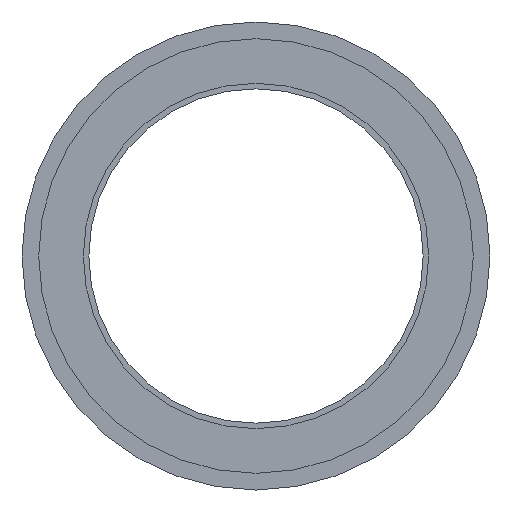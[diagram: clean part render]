
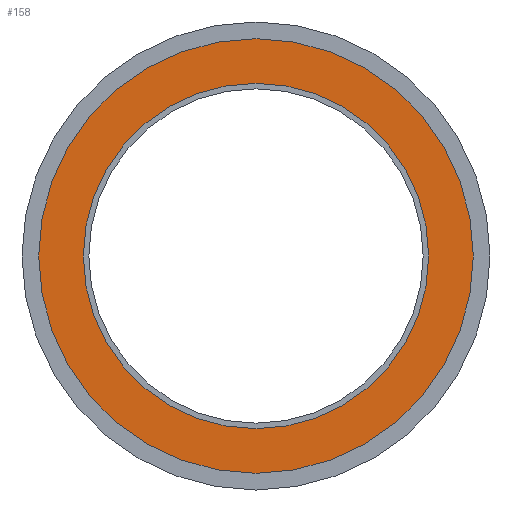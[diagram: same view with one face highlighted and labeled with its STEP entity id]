
A CAD part, left-side view. The second image highlights one B-rep face of the part: STEP entity #158.
In plain terms, the highlighted planar face has unit normal (-1, 0, 0).
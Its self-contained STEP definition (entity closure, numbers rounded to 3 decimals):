
#14=FACE_BOUND('',#45,.T.);
#20=PLANE('',#190);
#32=FACE_OUTER_BOUND('',#44,.T.);
#44=EDGE_LOOP('',(#125));
#45=EDGE_LOOP('',(#126));
#72=CIRCLE('',#183,19.5);
#77=CIRCLE('',#191,15.5);
#84=VERTEX_POINT('',#265);
#89=VERTEX_POINT('',#281);
#97=EDGE_CURVE('',#84,#84,#72,.T.);
#104=EDGE_CURVE('',#89,#89,#77,.T.);
#125=ORIENTED_EDGE('',*,*,#97,.F.);
#126=ORIENTED_EDGE('',*,*,#104,.F.);
#158=ADVANCED_FACE('',(#32,#14),#20,.F.);
#183=AXIS2_PLACEMENT_3D('',#267,#212,#213);
#190=AXIS2_PLACEMENT_3D('',#280,#228,#229);
#191=AXIS2_PLACEMENT_3D('',#282,#230,#231);
#212=DIRECTION('center_axis',(1.,0.,0.));
#213=DIRECTION('ref_axis',(0.,-1.,0.));
#228=DIRECTION('center_axis',(1.,0.,0.));
#229=DIRECTION('ref_axis',(0.,1.,0.));
#230=DIRECTION('center_axis',(-1.,0.,0.));
#231=DIRECTION('ref_axis',(0.,1.,0.));
#265=CARTESIAN_POINT('',(50.,19.5,0.));
#267=CARTESIAN_POINT('Origin',(50.,0.,0.));
#280=CARTESIAN_POINT('Origin',(50.,0.,0.));
#281=CARTESIAN_POINT('',(50.,-15.5,0.));
#282=CARTESIAN_POINT('Origin',(50.,0.,0.));
